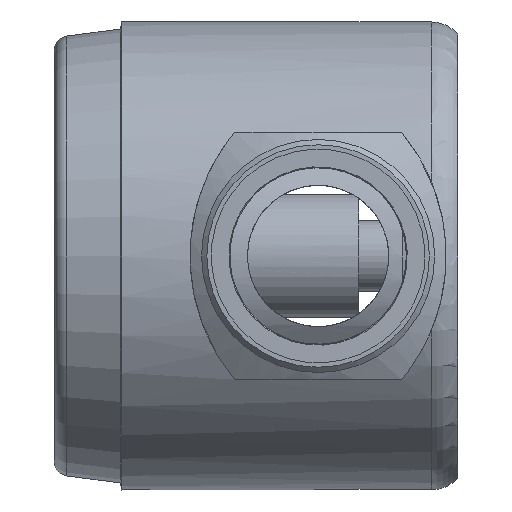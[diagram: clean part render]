
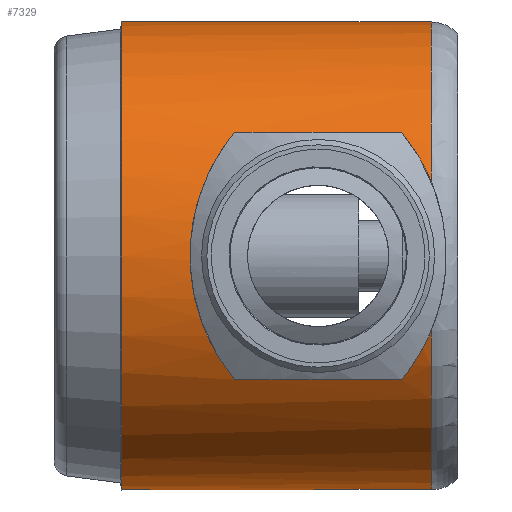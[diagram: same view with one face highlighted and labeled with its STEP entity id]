
A CAD part, left-side view. The second image highlights one B-rep face of the part: STEP entity #7329.
In plain terms, the highlighted cylindrical face has radius 13.25 mm (diameter 26.5 mm), a full revolution.
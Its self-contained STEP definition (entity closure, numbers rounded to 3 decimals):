
#467=CYLINDRICAL_SURFACE('',#7805,13.25);
#749=FACE_OUTER_BOUND('',#1202,.T.);
#1202=EDGE_LOOP('',(#6527,#6528,#6529,#6530,#6531,#6532,#6533,#6534,#6535,
#6536,#6537,#6538,#6539,#6540,#6541,#6542,#6543));
#1522=B_SPLINE_CURVE_WITH_KNOTS('',3,(#18079,#18080,#18081,#18082,#18083,
#18084),.UNSPECIFIED.,.F.,.F.,(4,2,4),(2.224,2.233,
2.557),.UNSPECIFIED.);
#1523=B_SPLINE_CURVE_WITH_KNOTS('',3,(#18088,#18089,#18090,#18091,#18092,
#18093,#18094,#18095,#18096,#18097,#18098,#18099,#18100,#18101),
 .UNSPECIFIED.,.F.,.F.,(4,2,2,2,2,2,4),(-2.557,-2.233,
-2.013,-1.793,-1.574,-1.354,-1.03),
 .UNSPECIFIED.);
#1524=B_SPLINE_CURVE_WITH_KNOTS('',3,(#18104,#18105,#18106,#18107,#18108,
#18109),.UNSPECIFIED.,.F.,.F.,(4,2,4),(1.03,1.354,
1.363),.UNSPECIFIED.);
#1525=B_SPLINE_CURVE_WITH_KNOTS('',3,(#18112,#18113,#18114,#18115,#18116,
#18117),.UNSPECIFIED.,.F.,.F.,(4,2,4),(-1.363,-1.354,
-1.03),.UNSPECIFIED.);
#1526=B_SPLINE_CURVE_WITH_KNOTS('',3,(#18121,#18122,#18123,#18124,#18125,
#18126,#18127,#18128,#18129,#18130,#18131,#18132,#18133,#18134),
 .UNSPECIFIED.,.F.,.F.,(4,2,2,2,2,2,4),(1.03,1.354,
1.574,1.793,2.013,2.233,2.557),
 .UNSPECIFIED.);
#1527=B_SPLINE_CURVE_WITH_KNOTS('',3,(#18137,#18138,#18139,#18140,#18141,
#18142),.UNSPECIFIED.,.F.,.F.,(4,2,4),(-2.557,-2.233,
-2.224),.UNSPECIFIED.);
#2163=LINE('',#18086,#2805);
#2164=LINE('',#18103,#2806);
#2165=LINE('',#18110,#2807);
#2166=LINE('',#18119,#2808);
#2167=LINE('',#18136,#2809);
#2805=VECTOR('',#9053,1000.);
#2806=VECTOR('',#9054,1000.);
#2807=VECTOR('',#9055,13.25);
#2808=VECTOR('',#9056,1000.);
#2809=VECTOR('',#9057,1000.);
#3026=CIRCLE('',#7776,13.25);
#3027=CIRCLE('',#7777,13.25);
#3044=CIRCLE('',#7802,13.25);
#3045=CIRCLE('',#7803,13.25);
#3046=CIRCLE('',#7804,13.25);
#3617=VERTEX_POINT('',#17987);
#3618=VERTEX_POINT('',#17988);
#3634=VERTEX_POINT('',#18036);
#3635=VERTEX_POINT('',#18038);
#3636=VERTEX_POINT('',#18040);
#3637=VERTEX_POINT('',#18057);
#3638=VERTEX_POINT('',#18059);
#3639=VERTEX_POINT('',#18078);
#3640=VERTEX_POINT('',#18085);
#3641=VERTEX_POINT('',#18087);
#3642=VERTEX_POINT('',#18102);
#3643=VERTEX_POINT('',#18111);
#3644=VERTEX_POINT('',#18118);
#3645=VERTEX_POINT('',#18120);
#3646=VERTEX_POINT('',#18135);
#4610=EDGE_CURVE('',#3617,#3618,#3026,.T.);
#4611=EDGE_CURVE('',#3618,#3617,#3027,.T.);
#4635=EDGE_CURVE('',#3634,#3635,#3044,.T.);
#4637=EDGE_CURVE('',#3636,#3637,#3045,.T.);
#4639=EDGE_CURVE('',#3638,#3634,#3046,.T.);
#4640=EDGE_CURVE('',#3636,#3639,#1522,.T.);
#4641=EDGE_CURVE('',#3639,#3640,#2163,.T.);
#4642=EDGE_CURVE('',#3640,#3641,#1523,.T.);
#4643=EDGE_CURVE('',#3641,#3642,#2164,.T.);
#4644=EDGE_CURVE('',#3642,#3635,#1524,.T.);
#4645=EDGE_CURVE('',#3634,#3618,#2165,.T.);
#4646=EDGE_CURVE('',#3638,#3643,#1525,.T.);
#4647=EDGE_CURVE('',#3643,#3644,#2166,.T.);
#4648=EDGE_CURVE('',#3644,#3645,#1526,.T.);
#4649=EDGE_CURVE('',#3645,#3646,#2167,.T.);
#4650=EDGE_CURVE('',#3646,#3637,#1527,.T.);
#6527=ORIENTED_EDGE('',*,*,#4637,.F.);
#6528=ORIENTED_EDGE('',*,*,#4640,.T.);
#6529=ORIENTED_EDGE('',*,*,#4641,.T.);
#6530=ORIENTED_EDGE('',*,*,#4642,.T.);
#6531=ORIENTED_EDGE('',*,*,#4643,.T.);
#6532=ORIENTED_EDGE('',*,*,#4644,.T.);
#6533=ORIENTED_EDGE('',*,*,#4635,.F.);
#6534=ORIENTED_EDGE('',*,*,#4645,.T.);
#6535=ORIENTED_EDGE('',*,*,#4611,.T.);
#6536=ORIENTED_EDGE('',*,*,#4610,.T.);
#6537=ORIENTED_EDGE('',*,*,#4645,.F.);
#6538=ORIENTED_EDGE('',*,*,#4639,.F.);
#6539=ORIENTED_EDGE('',*,*,#4646,.T.);
#6540=ORIENTED_EDGE('',*,*,#4647,.T.);
#6541=ORIENTED_EDGE('',*,*,#4648,.T.);
#6542=ORIENTED_EDGE('',*,*,#4649,.T.);
#6543=ORIENTED_EDGE('',*,*,#4650,.T.);
#7329=ADVANCED_FACE('',(#749),#467,.T.);
#7776=AXIS2_PLACEMENT_3D('',#17989,#8986,#8987);
#7777=AXIS2_PLACEMENT_3D('',#17990,#8988,#8989);
#7802=AXIS2_PLACEMENT_3D('',#18039,#9045,#9046);
#7803=AXIS2_PLACEMENT_3D('',#18058,#9047,#9048);
#7804=AXIS2_PLACEMENT_3D('',#18076,#9049,#9050);
#7805=AXIS2_PLACEMENT_3D('',#18077,#9051,#9052);
#8986=DIRECTION('center_axis',(0.,-1.,0.));
#8987=DIRECTION('ref_axis',(0.,0.,-1.));
#8988=DIRECTION('center_axis',(0.,-1.,0.));
#8989=DIRECTION('ref_axis',(0.,0.,-1.));
#9045=DIRECTION('center_axis',(0.,-1.,0.));
#9046=DIRECTION('ref_axis',(0.,0.,-1.));
#9047=DIRECTION('center_axis',(0.,-1.,0.));
#9048=DIRECTION('ref_axis',(0.,0.,-1.));
#9049=DIRECTION('center_axis',(0.,-1.,0.));
#9050=DIRECTION('ref_axis',(0.,0.,-1.));
#9051=DIRECTION('center_axis',(0.,-1.,0.));
#9052=DIRECTION('ref_axis',(0.,0.,-1.));
#9053=DIRECTION('',(0.,1.,0.));
#9054=DIRECTION('',(0.,-1.,0.));
#9055=DIRECTION('',(0.,1.,0.));
#9056=DIRECTION('',(0.,1.,0.));
#9057=DIRECTION('',(0.,-1.,0.));
#17987=CARTESIAN_POINT('',(0.,11.129,-13.25));
#17988=CARTESIAN_POINT('',(0.,11.129,13.25));
#17989=CARTESIAN_POINT('Origin',(0.,11.129,0.));
#17990=CARTESIAN_POINT('Origin',(0.,11.129,0.));
#18036=CARTESIAN_POINT('',(0.,-6.4,13.25));
#18038=CARTESIAN_POINT('',(-12.553,-6.4,4.24));
#18039=CARTESIAN_POINT('Origin',(0.,-6.4,0.));
#18040=CARTESIAN_POINT('',(-12.553,-6.4,-4.24));
#18057=CARTESIAN_POINT('',(12.553,-6.4,-4.24));
#18058=CARTESIAN_POINT('Origin',(0.,-6.4,0.));
#18059=CARTESIAN_POINT('',(12.553,-6.4,4.24));
#18076=CARTESIAN_POINT('Origin',(0.,-6.4,0.));
#18077=CARTESIAN_POINT('Origin',(0.,0.,0.));
#18078=CARTESIAN_POINT('',(-11.25,-4.735,-7.));
#18079=CARTESIAN_POINT('Ctrl Pts',(-12.553,-6.4,-4.24));
#18080=CARTESIAN_POINT('Ctrl Pts',(-12.544,-6.388,
-4.268));
#18081=CARTESIAN_POINT('Ctrl Pts',(-12.534,-6.377,
-4.296));
#18082=CARTESIAN_POINT('Ctrl Pts',(-12.182,-5.94,
-5.317));
#18083=CARTESIAN_POINT('Ctrl Pts',(-11.732,-5.375,
-6.225));
#18084=CARTESIAN_POINT('Ctrl Pts',(-11.25,-4.735,-7.));
#18085=CARTESIAN_POINT('',(-11.25,4.735,-7.));
#18086=CARTESIAN_POINT('',(-11.25,0.,-7.));
#18087=CARTESIAN_POINT('',(-11.25,4.735,7.));
#18088=CARTESIAN_POINT('Ctrl Pts',(-11.25,4.735,-7.));
#18089=CARTESIAN_POINT('Ctrl Pts',(-11.732,5.375,-6.225));
#18090=CARTESIAN_POINT('Ctrl Pts',(-12.182,5.94,-5.317));
#18091=CARTESIAN_POINT('Ctrl Pts',(-12.757,6.653,-3.65));
#18092=CARTESIAN_POINT('Ctrl Pts',(-12.942,6.877,-2.936));
#18093=CARTESIAN_POINT('Ctrl Pts',(-13.188,7.176,-1.477));
#18094=CARTESIAN_POINT('Ctrl Pts',(-13.25,7.25,-0.732));
#18095=CARTESIAN_POINT('Ctrl Pts',(-13.25,7.25,0.732));
#18096=CARTESIAN_POINT('Ctrl Pts',(-13.188,7.176,1.477));
#18097=CARTESIAN_POINT('Ctrl Pts',(-12.942,6.877,2.936));
#18098=CARTESIAN_POINT('Ctrl Pts',(-12.757,6.653,3.65));
#18099=CARTESIAN_POINT('Ctrl Pts',(-12.182,5.94,5.317));
#18100=CARTESIAN_POINT('Ctrl Pts',(-11.732,5.375,6.225));
#18101=CARTESIAN_POINT('Ctrl Pts',(-11.25,4.735,7.));
#18102=CARTESIAN_POINT('',(-11.25,-4.735,7.));
#18103=CARTESIAN_POINT('',(-11.25,0.,7.));
#18104=CARTESIAN_POINT('Ctrl Pts',(-11.25,-4.735,7.));
#18105=CARTESIAN_POINT('Ctrl Pts',(-11.732,-5.375,
6.225));
#18106=CARTESIAN_POINT('Ctrl Pts',(-12.182,-5.94,
5.317));
#18107=CARTESIAN_POINT('Ctrl Pts',(-12.534,-6.377,4.296));
#18108=CARTESIAN_POINT('Ctrl Pts',(-12.544,-6.388,
4.268));
#18109=CARTESIAN_POINT('Ctrl Pts',(-12.553,-6.4,4.24));
#18110=CARTESIAN_POINT('',(0.,0.,13.25));
#18111=CARTESIAN_POINT('',(11.25,-4.735,7.));
#18112=CARTESIAN_POINT('Ctrl Pts',(12.553,-6.4,4.24));
#18113=CARTESIAN_POINT('Ctrl Pts',(12.544,-6.388,4.268));
#18114=CARTESIAN_POINT('Ctrl Pts',(12.534,-6.377,4.296));
#18115=CARTESIAN_POINT('Ctrl Pts',(12.182,-5.94,5.317));
#18116=CARTESIAN_POINT('Ctrl Pts',(11.732,-5.375,6.225));
#18117=CARTESIAN_POINT('Ctrl Pts',(11.25,-4.735,7.));
#18118=CARTESIAN_POINT('',(11.25,4.735,7.));
#18119=CARTESIAN_POINT('',(11.25,0.,7.));
#18120=CARTESIAN_POINT('',(11.25,4.735,-7.));
#18121=CARTESIAN_POINT('Ctrl Pts',(11.25,4.735,7.));
#18122=CARTESIAN_POINT('Ctrl Pts',(11.732,5.375,6.225));
#18123=CARTESIAN_POINT('Ctrl Pts',(12.182,5.94,5.317));
#18124=CARTESIAN_POINT('Ctrl Pts',(12.757,6.653,3.65));
#18125=CARTESIAN_POINT('Ctrl Pts',(12.942,6.877,2.936));
#18126=CARTESIAN_POINT('Ctrl Pts',(13.188,7.176,1.477));
#18127=CARTESIAN_POINT('Ctrl Pts',(13.25,7.25,0.732));
#18128=CARTESIAN_POINT('Ctrl Pts',(13.25,7.25,-0.732));
#18129=CARTESIAN_POINT('Ctrl Pts',(13.188,7.176,-1.477));
#18130=CARTESIAN_POINT('Ctrl Pts',(12.942,6.877,-2.936));
#18131=CARTESIAN_POINT('Ctrl Pts',(12.757,6.653,-3.65));
#18132=CARTESIAN_POINT('Ctrl Pts',(12.182,5.94,-5.317));
#18133=CARTESIAN_POINT('Ctrl Pts',(11.732,5.375,-6.225));
#18134=CARTESIAN_POINT('Ctrl Pts',(11.25,4.735,-7.));
#18135=CARTESIAN_POINT('',(11.25,-4.735,-7.));
#18136=CARTESIAN_POINT('',(11.25,0.,-7.));
#18137=CARTESIAN_POINT('Ctrl Pts',(11.25,-4.735,-7.));
#18138=CARTESIAN_POINT('Ctrl Pts',(11.732,-5.375,-6.225));
#18139=CARTESIAN_POINT('Ctrl Pts',(12.182,-5.94,-5.317));
#18140=CARTESIAN_POINT('Ctrl Pts',(12.534,-6.377,-4.296));
#18141=CARTESIAN_POINT('Ctrl Pts',(12.544,-6.388,-4.268));
#18142=CARTESIAN_POINT('Ctrl Pts',(12.553,-6.4,-4.24));
